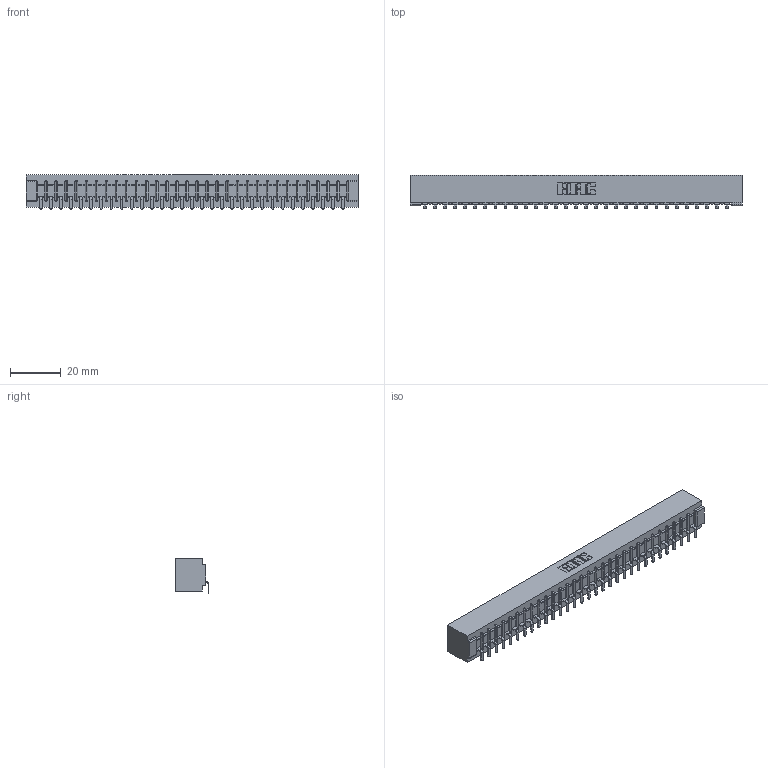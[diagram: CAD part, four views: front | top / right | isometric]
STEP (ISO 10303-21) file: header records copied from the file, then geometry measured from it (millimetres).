
FILE_DESCRIPTION (( 'STEP AP203' ), '1' );
FILE_NAME ('357-031-453-101.STEP', '2020-10-02T03:52:52', ( '' ), ( '' ), 'SwSTEP 2.0', 'SolidWorks 2020', '' );
FILE_SCHEMA (( 'CONFIG_CONTROL_DESIGN' ));
Length unit declared in the file: inch
Products named in the file (3): 357-031-453-101; 307 Part_No Mounting Lugs; 307-290-002_553
Assembly tree (32 placements, depth 2):
  357-031-453-101
    307 Part_No Mounting Lugs
    307-290-002_553  x31
Bounding box: 130.71 x 13.32 x 13.5 mm (x, y, z)
Volume: 14463 mm3; surface area: 18288.9 mm2
Topology: 32 solids, 32 shells, 2560 faces, 7863 edges, 5154 vertices
Faces by surface type: plane 1523, cylinder 973, sphere 64
Entity records: 28508 total; most frequent: CARTESIAN_POINT 4808, ORIENTED_EDGE 4798, DIRECTION 4675, EDGE_CURVE 2399, VECTOR 1833, LINE 1833, VERTEX_POINT 1554, AXIS2_PLACEMENT_3D 1421
